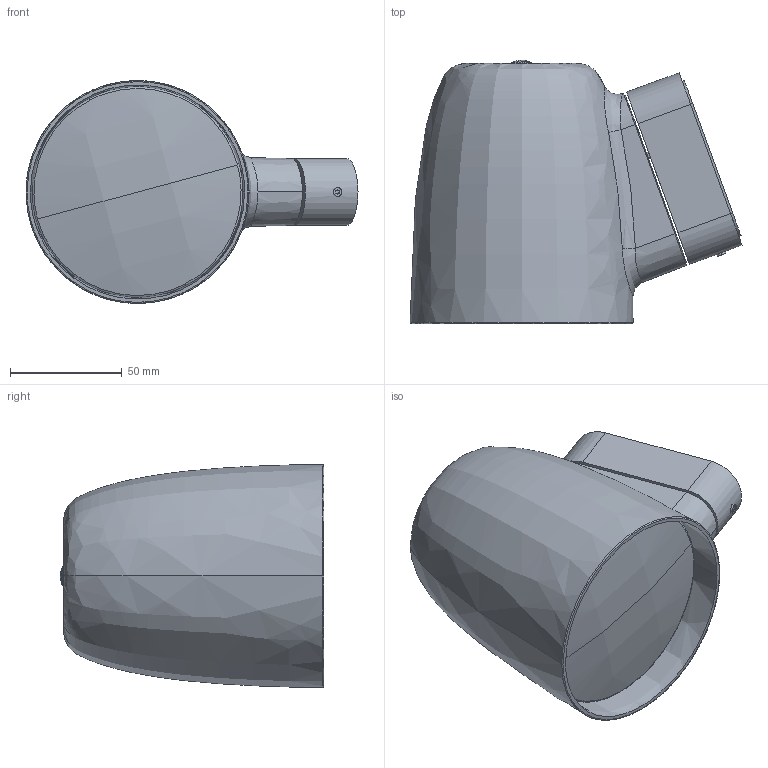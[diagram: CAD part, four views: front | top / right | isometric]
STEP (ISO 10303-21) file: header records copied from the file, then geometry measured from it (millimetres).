
FILE_DESCRIPTION (( 'STEP AP203' ), '1' );
FILE_NAME ('NUT A-01 OUT PULSADOR 19601034xxx.STEP', '2021-11-11T10:30:59', ( '' ), ( '' ), 'SwSTEP 2.0', 'SolidWorks 2019', '' );
FILE_SCHEMA (( 'CONFIG_CONTROL_DESIGN' ));
Length unit declared in the file: millimetre
Products named in the file (16): 000-196-NUT ENSAMBLAJE BASE APLIQUE V2; 000-D913-44A2; NUT A-01 OUT PULSADOR 19601034xxx; 000-196-012; 000-909-094; 000-196-010; 000-D965-36_D965-36-A2; 000-196-006; 000-196-007N  V2; 000-196-020; 000-196-011; 000-196-001; 000-ENSAMBLAJE NUT BASE PARED V1 - CONFIGURACIONES; 000-SUB196.004; 000-196-031; D913-34A2
Assembly tree (18 placements, depth 4):
  NUT A-01 OUT PULSADOR 19601034xxx
    000-SUB196.004
    000-196-001
    000-D965-36_D965-36-A2  x2
    000-196-006
    000-909-094  x3
    000-196-NUT ENSAMBLAJE BASE APLIQUE V2
      000-196-011
      000-ENSAMBLAJE NUT BASE PARED V1 - CONFIGURACIONES
        000-196-010
        000-196-031
      000-196-012
      D913-34A2
      000-D913-44A2
    000-196-020
    000-196-007N  V2
Bounding box: 148.46 x 117.87 x 99.75 mm (x, y, z)
Volume: 127308.7 mm3; surface area: 140898.8 mm2
Topology: 16 solids, 19 shells, 956 faces, 2442 edges, 1557 vertices
Faces by surface type: plane 356, cylinder 281, bspline 206, cone 92, torus 18, sphere 3
Entity records: 31020 total; most frequent: CARTESIAN_POINT 13280, ORIENTED_EDGE 3530, DIRECTION 3022, EDGE_CURVE 1766, AXIS2_PLACEMENT_3D 1126, VERTEX_POINT 1124, EDGE_LOOP 803, VECTOR 770
